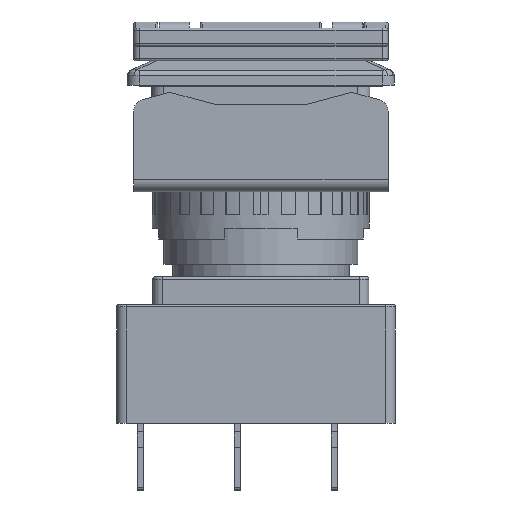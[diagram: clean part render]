
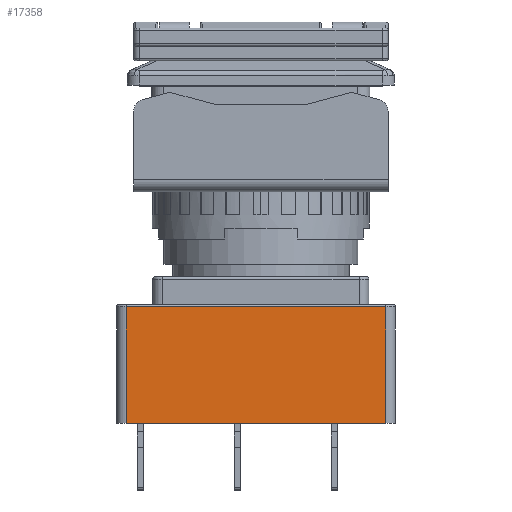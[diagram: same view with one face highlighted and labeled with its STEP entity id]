
A CAD part, front view. The second image highlights one B-rep face of the part: STEP entity #17358.
In plain terms, the highlighted planar face has unit normal (0, -1, 0).
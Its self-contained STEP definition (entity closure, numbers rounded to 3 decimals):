
#135 = CARTESIAN_POINT ( 'NONE',  ( -0.4, -11.9, 9.6 ) ) ;
#455 = DIRECTION ( 'NONE',  ( 1., 0., 0. ) ) ;
#1749 = LINE ( 'NONE', #8836, #18504 ) ;
#1885 = EDGE_LOOP ( 'NONE', ( #3574, #14001, #11759, #4232 ) ) ;
#3574 = ORIENTED_EDGE ( 'NONE', *, *, #4008, .F. ) ;
#4008 = EDGE_CURVE ( 'NONE', #6419, #4090, #16171, .T. ) ;
#4022 = LINE ( 'NONE', #11076, #7606 ) ;
#4090 = VERTEX_POINT ( 'NONE', #16499 ) ;
#4232 = ORIENTED_EDGE ( 'NONE', *, *, #4756, .F. ) ;
#4700 = DIRECTION ( 'NONE',  ( 0., 0., 1. ) ) ;
#4756 = EDGE_CURVE ( 'NONE', #4090, #10132, #4022, .T. ) ;
#6419 = VERTEX_POINT ( 'NONE', #21875 ) ;
#7344 = DIRECTION ( 'NONE',  ( 1., 0., 0. ) ) ;
#7606 = VECTOR ( 'NONE', #18152, 1000. ) ;
#8836 = CARTESIAN_POINT ( 'NONE',  ( -11.1, -11.9, 4.8 ) ) ;
#9059 = CARTESIAN_POINT ( 'NONE',  ( 10.3, -11.9, 0. ) ) ;
#9370 = LINE ( 'NONE', #16460, #20603 ) ;
#9570 = AXIS2_PLACEMENT_3D ( 'NONE', #13496, #20524, #4700 ) ;
#9773 = FACE_OUTER_BOUND ( 'NONE', #1885, .T. ) ;
#10080 = EDGE_CURVE ( 'NONE', #10477, #6419, #1749, .T. ) ;
#10132 = VERTEX_POINT ( 'NONE', #9059 ) ;
#10477 = VERTEX_POINT ( 'NONE', #17039 ) ;
#11076 = CARTESIAN_POINT ( 'NONE',  ( 10.3, -11.9, 4.8 ) ) ;
#11759 = ORIENTED_EDGE ( 'NONE', *, *, #15091, .T. ) ;
#13496 = CARTESIAN_POINT ( 'NONE',  ( -11.1, -11.9, 0. ) ) ;
#14001 = ORIENTED_EDGE ( 'NONE', *, *, #10080, .F. ) ;
#15091 = EDGE_CURVE ( 'NONE', #10477, #10132, #9370, .T. ) ;
#15929 = DIRECTION ( 'NONE',  ( 0., 0., 1. ) ) ;
#16171 = LINE ( 'NONE', #135, #21234 ) ;
#16460 = CARTESIAN_POINT ( 'NONE',  ( -0.4, -11.9, 0. ) ) ;
#16499 = CARTESIAN_POINT ( 'NONE',  ( 10.3, -11.9, 9.6 ) ) ;
#16861 = PLANE ( 'NONE',  #9570 ) ;
#17039 = CARTESIAN_POINT ( 'NONE',  ( -11.1, -11.9, 0. ) ) ;
#17358 = ADVANCED_FACE ( 'NONE', ( #9773 ), #16861, .F. ) ;
#18152 = DIRECTION ( 'NONE',  ( 0., 0., -1. ) ) ;
#18504 = VECTOR ( 'NONE', #15929, 1000. ) ;
#20524 = DIRECTION ( 'NONE',  ( 0., 1., 0. ) ) ;
#20603 = VECTOR ( 'NONE', #455, 1000. ) ;
#21234 = VECTOR ( 'NONE', #7344, 1000. ) ;
#21875 = CARTESIAN_POINT ( 'NONE',  ( -11.1, -11.9, 9.6 ) ) ;
